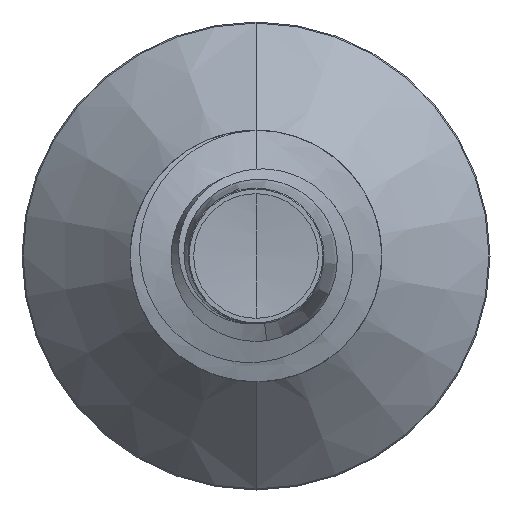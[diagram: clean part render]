
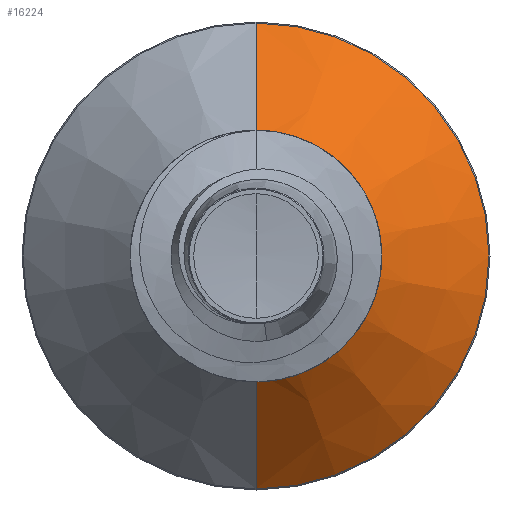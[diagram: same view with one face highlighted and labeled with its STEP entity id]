
A CAD part, front view. The second image highlights one B-rep face of the part: STEP entity #16224.
In plain terms, the highlighted conical face has half-angle 45 degrees and reference radius 2.301 mm.
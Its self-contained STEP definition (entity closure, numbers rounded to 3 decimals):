
#169 = EDGE_LOOP ( 'NONE', ( #12547, #15370, #7292, #7273 ) ) ;
#174 = LINE ( 'NONE', #5190, #16097 ) ;
#202 = VERTEX_POINT ( 'NONE', #15611 ) ;
#1933 = EDGE_CURVE ( 'NONE', #17514, #9957, #5435, .T. ) ;
#4794 = DIRECTION ( 'NONE',  ( 0., 0., 1. ) ) ;
#4822 = DIRECTION ( 'NONE',  ( 0., 1., 0. ) ) ;
#4830 = CARTESIAN_POINT ( 'NONE',  ( 0., 11.901, 0. ) ) ;
#4948 = CARTESIAN_POINT ( 'NONE',  ( 0., 14.228, -4.628 ) ) ;
#5159 = DIRECTION ( 'NONE',  ( 0., 0.707, -0.707 ) ) ;
#5190 = CARTESIAN_POINT ( 'NONE',  ( 0., 11.901, -2.301 ) ) ;
#5192 = DIRECTION ( 'NONE',  ( 0., 0., 1. ) ) ;
#5219 = DIRECTION ( 'NONE',  ( 0., 1., 0. ) ) ;
#5229 = CARTESIAN_POINT ( 'NONE',  ( 0., 14.228, 0. ) ) ;
#5435 = LINE ( 'NONE', #10789, #15223 ) ;
#5809 = CONICAL_SURFACE ( 'NONE', #17843, 2.301, 0.785 ) ;
#7273 = ORIENTED_EDGE ( 'NONE', *, *, #1933, .F. ) ;
#7292 = ORIENTED_EDGE ( 'NONE', *, *, #18001, .F. ) ;
#7663 = CARTESIAN_POINT ( 'NONE',  ( 0., 11.901, 2.301 ) ) ;
#7750 = EDGE_CURVE ( 'NONE', #17514, #202, #15635, .T. ) ;
#7755 = VERTEX_POINT ( 'NONE', #4948 ) ;
#9957 = VERTEX_POINT ( 'NONE', #11430 ) ;
#10123 = AXIS2_PLACEMENT_3D ( 'NONE', #5229, #5219, #5192 ) ;
#10769 = DIRECTION ( 'NONE',  ( 0., 0.707, 0.707 ) ) ;
#10789 = CARTESIAN_POINT ( 'NONE',  ( 0., 11.901, 2.301 ) ) ;
#11430 = CARTESIAN_POINT ( 'NONE',  ( 0., 14.228, 4.628 ) ) ;
#12547 = ORIENTED_EDGE ( 'NONE', *, *, #7750, .T. ) ;
#14034 = CIRCLE ( 'NONE', #10123, 4.628 ) ;
#15223 = VECTOR ( 'NONE', #10769, 1000. ) ;
#15370 = ORIENTED_EDGE ( 'NONE', *, *, #18031, .T. ) ;
#15611 = CARTESIAN_POINT ( 'NONE',  ( 0., 11.901, -2.301 ) ) ;
#15635 = CIRCLE ( 'NONE', #15986, 2.301 ) ;
#15986 = AXIS2_PLACEMENT_3D ( 'NONE', #4830, #4822, #4794 ) ;
#16097 = VECTOR ( 'NONE', #5159, 1000. ) ;
#16224 = ADVANCED_FACE ( 'NONE', ( #18117 ), #5809, .T. ) ;
#16601 = DIRECTION ( 'NONE',  ( 0., 1., 0. ) ) ;
#16651 = CARTESIAN_POINT ( 'NONE',  ( 0., 11.901, 0. ) ) ;
#16671 = DIRECTION ( 'NONE',  ( 0., 0., 1. ) ) ;
#17514 = VERTEX_POINT ( 'NONE', #7663 ) ;
#17843 = AXIS2_PLACEMENT_3D ( 'NONE', #16651, #16601, #16671 ) ;
#18001 = EDGE_CURVE ( 'NONE', #9957, #7755, #14034, .T. ) ;
#18031 = EDGE_CURVE ( 'NONE', #202, #7755, #174, .T. ) ;
#18117 = FACE_OUTER_BOUND ( 'NONE', #169, .T. ) ;
